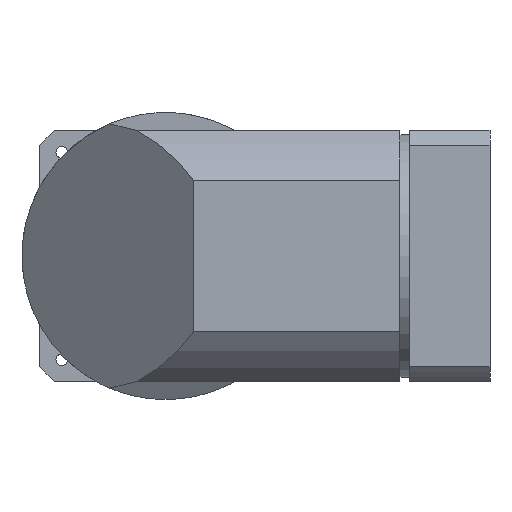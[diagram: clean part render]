
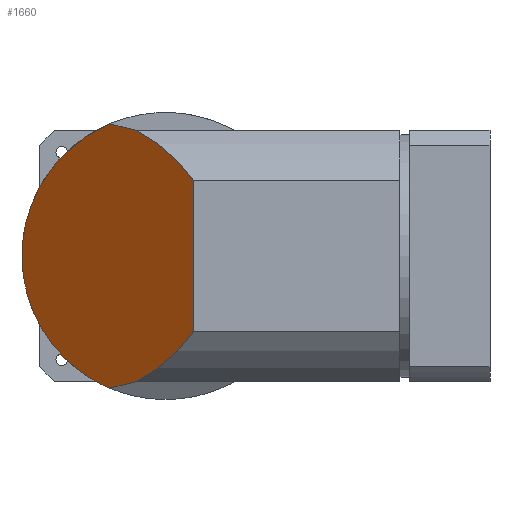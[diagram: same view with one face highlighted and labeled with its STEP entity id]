
A CAD part, front view. The second image highlights one B-rep face of the part: STEP entity #1660.
In plain terms, the highlighted planar face has unit normal (-0.66, -0.751, 0).
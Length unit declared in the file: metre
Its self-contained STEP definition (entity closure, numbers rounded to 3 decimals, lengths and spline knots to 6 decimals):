
#16=ELLIPSE('',#1823,0.128031,0.084475);
#17=ELLIPSE('',#1825,0.128031,0.084475);
#18=ELLIPSE('',#1830,0.110009,0.082665);
#97=LINE('',#2437,#174);
#100=LINE('',#2446,#177);
#131=LINE('',#2611,#208);
#174=VECTOR('',#2038,1.);
#177=VECTOR('',#2045,1.);
#208=VECTOR('',#2218,1.);
#483=ORIENTED_EDGE('',*,*,#679,.T.);
#484=ORIENTED_EDGE('',*,*,#615,.T.);
#485=ORIENTED_EDGE('',*,*,#687,.T.);
#486=ORIENTED_EDGE('',*,*,#619,.T.);
#487=ORIENTED_EDGE('',*,*,#682,.T.);
#488=ORIENTED_EDGE('',*,*,#686,.F.);
#615=EDGE_CURVE('',#762,#761,#97,.T.);
#619=EDGE_CURVE('',#763,#765,#100,.T.);
#679=EDGE_CURVE('',#812,#762,#16,.T.);
#682=EDGE_CURVE('',#765,#813,#17,.T.);
#686=EDGE_CURVE('',#812,#813,#131,.T.);
#687=EDGE_CURVE('',#761,#763,#18,.T.);
#761=VERTEX_POINT('',#2436);
#762=VERTEX_POINT('',#2438);
#763=VERTEX_POINT('',#2442);
#765=VERTEX_POINT('',#2445);
#812=VERTEX_POINT('',#2591);
#813=VERTEX_POINT('',#2596);
#1021=EDGE_LOOP('',(#483,#484,#485,#486,#487,#488));
#1160=FACE_BOUND('',#1021,.T.);
#1210=PLANE('',#1829);
#1660=ADVANCED_FACE('',(#1160),#1210,.T.);
#1823=AXIS2_PLACEMENT_3D('',#2592,#2202,#2203);
#1825=AXIS2_PLACEMENT_3D('',#2597,#2208,#2209);
#1829=AXIS2_PLACEMENT_3D('',#2612,#2219,#2220);
#1830=AXIS2_PLACEMENT_3D('',#2613,#2221,#2222);
#2038=DIRECTION('',(-0.739,0.649,0.18));
#2045=DIRECTION('',(0.739,-0.649,0.18));
#2202=DIRECTION('',(-0.66,-0.751,0.));
#2203=DIRECTION('',(0.751,-0.66,0.));
#2208=DIRECTION('',(-0.66,-0.751,0.));
#2209=DIRECTION('',(0.751,-0.66,0.));
#2218=DIRECTION('',(0.,0.,-1.));
#2219=DIRECTION('',(-0.66,-0.751,0.));
#2220=DIRECTION('',(0.751,-0.66,0.));
#2221=DIRECTION('',(-0.66,-0.751,0.));
#2222=DIRECTION('',(0.751,-0.66,0.));
#2436=CARTESIAN_POINT('',(-0.219152,-0.029917,0.076178));
#2437=CARTESIAN_POINT('',(-0.173753,-0.069779,0.065122));
#2438=CARTESIAN_POINT('',(-0.203669,-0.043511,0.072407));
#2442=CARTESIAN_POINT('',(-0.219152,-0.029917,-0.076178));
#2445=CARTESIAN_POINT('',(-0.203669,-0.043511,-0.072407));
#2446=CARTESIAN_POINT('',(-0.150631,-0.090081,-0.059491));
#2591=CARTESIAN_POINT('',(-0.17076,-0.072407,0.043511));
#2592=CARTESIAN_POINT('',(-0.253224,0.,0.));
#2596=CARTESIAN_POINT('',(-0.17076,-0.072407,-0.043511));
#2597=CARTESIAN_POINT('',(-0.253224,0.,0.));
#2611=CARTESIAN_POINT('',(-0.17076,-0.072407,0.086889));
#2612=CARTESIAN_POINT('',(-0.17076,-0.072407,0.086889));
#2613=CARTESIAN_POINT('',(-0.187052,-0.058102,0.));
